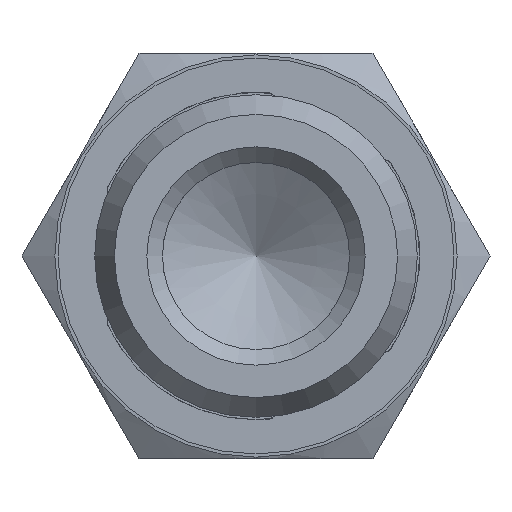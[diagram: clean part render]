
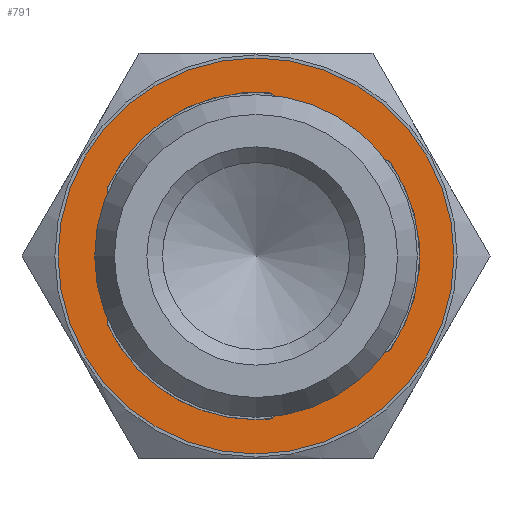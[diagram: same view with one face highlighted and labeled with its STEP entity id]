
A CAD part, front view. The second image highlights one B-rep face of the part: STEP entity #791.
In plain terms, the highlighted planar face has unit normal (0, -1, 0).
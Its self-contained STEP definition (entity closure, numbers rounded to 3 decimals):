
#78=CIRCLE('',#857,12.7);
#80=CIRCLE('',#860,10.5);
#81=CIRCLE('',#862,10.5);
#82=CIRCLE('',#864,10.5);
#228=ORIENTED_EDGE('',*,*,#294,.F.);
#229=ORIENTED_EDGE('',*,*,#308,.F.);
#230=ORIENTED_EDGE('',*,*,#302,.F.);
#231=ORIENTED_EDGE('',*,*,#309,.F.);
#232=ORIENTED_EDGE('',*,*,#298,.F.);
#233=ORIENTED_EDGE('',*,*,#311,.F.);
#234=ORIENTED_EDGE('',*,*,#292,.T.);
#292=EDGE_CURVE('',#352,#352,#78,.T.);
#294=EDGE_CURVE('',#354,#355,#80,.T.);
#298=EDGE_CURVE('',#358,#359,#81,.T.);
#302=EDGE_CURVE('',#362,#363,#82,.T.);
#308=EDGE_CURVE('',#363,#354,#384,.T.);
#309=EDGE_CURVE('',#359,#362,#385,.T.);
#311=EDGE_CURVE('',#355,#358,#387,.T.);
#352=VERTEX_POINT('',#1311);
#354=VERTEX_POINT('',#1316);
#355=VERTEX_POINT('',#1317);
#358=VERTEX_POINT('',#1323);
#359=VERTEX_POINT('',#1325);
#362=VERTEX_POINT('',#1331);
#363=VERTEX_POINT('',#1333);
#384=LINE('',#1344,#402);
#385=LINE('',#1346,#403);
#387=LINE('',#1351,#405);
#402=VECTOR('',#1014,1000.);
#403=VECTOR('',#1017,1000.);
#405=VECTOR('',#1025,1000.);
#461=EDGE_LOOP('',(#228,#229,#230,#231,#232,#233));
#462=EDGE_LOOP('',(#234));
#528=FACE_BOUND('',#461,.T.);
#529=FACE_BOUND('',#462,.T.);
#554=PLANE('',#872);
#791=ADVANCED_FACE('',(#528,#529),#554,.T.);
#857=AXIS2_PLACEMENT_3D('',#1310,#982,#983);
#860=AXIS2_PLACEMENT_3D('',#1315,#988,#989);
#862=AXIS2_PLACEMENT_3D('',#1324,#994,#995);
#864=AXIS2_PLACEMENT_3D('',#1332,#1000,#1001);
#872=AXIS2_PLACEMENT_3D('',#1350,#1023,#1024);
#982=DIRECTION('',(0.,-1.,0.));
#983=DIRECTION('',(0.,0.,-1.));
#988=DIRECTION('',(0.,-1.,0.));
#989=DIRECTION('',(0.,0.,-1.));
#994=DIRECTION('',(0.,-1.,0.));
#995=DIRECTION('',(0.,0.,-1.));
#1000=DIRECTION('',(0.,-1.,0.));
#1001=DIRECTION('',(0.,0.,-1.));
#1014=DIRECTION('',(0.,0.,-1.));
#1017=DIRECTION('',(-0.866,0.,0.5));
#1023=DIRECTION('',(0.,-1.,0.));
#1024=DIRECTION('',(0.,0.,-1.));
#1025=DIRECTION('',(0.866,0.,0.5));
#1310=CARTESIAN_POINT('',(0.,7.5,0.));
#1311=CARTESIAN_POINT('',(0.,7.5,-12.7));
#1315=CARTESIAN_POINT('',(0.,7.5,0.));
#1316=CARTESIAN_POINT('',(-9.5,7.5,-4.472));
#1317=CARTESIAN_POINT('',(0.877,7.5,-10.463));
#1323=CARTESIAN_POINT('',(8.623,7.5,-5.991));
#1324=CARTESIAN_POINT('',(0.,7.5,0.));
#1325=CARTESIAN_POINT('',(8.623,7.5,5.991));
#1331=CARTESIAN_POINT('',(0.877,7.5,10.463));
#1332=CARTESIAN_POINT('',(0.,7.5,0.));
#1333=CARTESIAN_POINT('',(-9.5,7.5,4.472));
#1344=CARTESIAN_POINT('',(-9.5,7.5,-4.472));
#1346=CARTESIAN_POINT('',(0.877,7.5,10.463));
#1350=CARTESIAN_POINT('',(10.5,7.5,0.));
#1351=CARTESIAN_POINT('',(8.623,7.5,-5.991));
